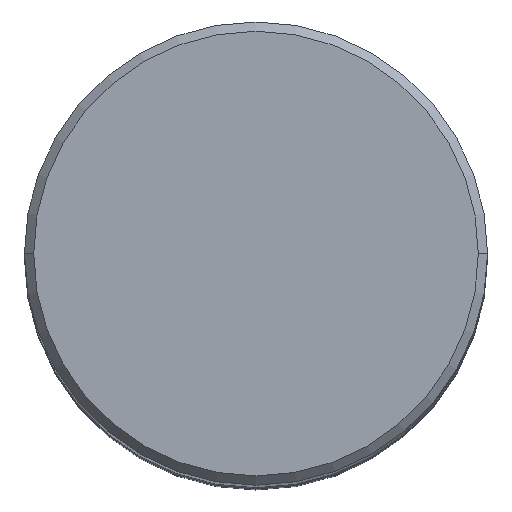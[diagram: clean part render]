
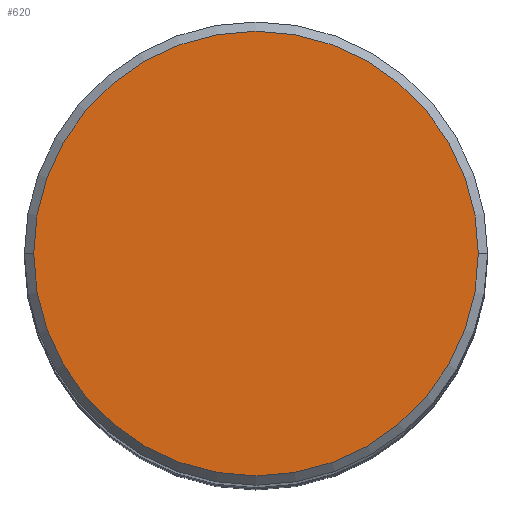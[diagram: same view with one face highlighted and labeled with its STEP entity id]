
A CAD part, top view. The second image highlights one B-rep face of the part: STEP entity #620.
In plain terms, the highlighted planar face has unit normal (0, 0, 1).
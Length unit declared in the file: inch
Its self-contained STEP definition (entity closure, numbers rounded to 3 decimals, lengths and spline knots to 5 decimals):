
#22 = VERTEX_POINT ( 'NONE', #800 ) ;
#42 = EDGE_CURVE ( 'NONE', #22, #173, #385, .T. ) ;
#76 = PLANE ( 'NONE',  #116 ) ;
#96 = EDGE_CURVE ( 'NONE', #173, #22, #765, .T. ) ;
#111 = DIRECTION ( 'NONE',  ( 0., 0., 1. ) ) ;
#116 = AXIS2_PLACEMENT_3D ( 'NONE', #332, #210, #578 ) ;
#139 = CARTESIAN_POINT ( 'NONE',  ( 0.48, 0., 0. ) ) ;
#173 = VERTEX_POINT ( 'NONE', #139 ) ;
#210 = DIRECTION ( 'NONE',  ( 0., 0., -1. ) ) ;
#271 = ORIENTED_EDGE ( 'NONE', *, *, #42, .T. ) ;
#308 = CARTESIAN_POINT ( 'NONE',  ( 0., 0., 0. ) ) ;
#332 = CARTESIAN_POINT ( 'NONE',  ( 0., 0.48, 0. ) ) ;
#383 = DIRECTION ( 'NONE',  ( 1., 0., 0. ) ) ;
#385 = CIRCLE ( 'NONE', #485, 0.48 ) ;
#428 = ORIENTED_EDGE ( 'NONE', *, *, #96, .T. ) ;
#485 = AXIS2_PLACEMENT_3D ( 'NONE', #308, #111, #383 ) ;
#518 = FACE_OUTER_BOUND ( 'NONE', #754, .T. ) ;
#557 = DIRECTION ( 'NONE',  ( 1., 0., 0. ) ) ;
#578 = DIRECTION ( 'NONE',  ( -1., 0., 0. ) ) ;
#620 = ADVANCED_FACE ( 'NONE', ( #518 ), #76, .F. ) ;
#626 = CARTESIAN_POINT ( 'NONE',  ( 0., 0., 0. ) ) ;
#686 = DIRECTION ( 'NONE',  ( 0., 0., 1. ) ) ;
#711 = AXIS2_PLACEMENT_3D ( 'NONE', #626, #686, #557 ) ;
#754 = EDGE_LOOP ( 'NONE', ( #271, #428 ) ) ;
#765 = CIRCLE ( 'NONE', #711, 0.48 ) ;
#800 = CARTESIAN_POINT ( 'NONE',  ( -0.48, 0., 0. ) ) ;
